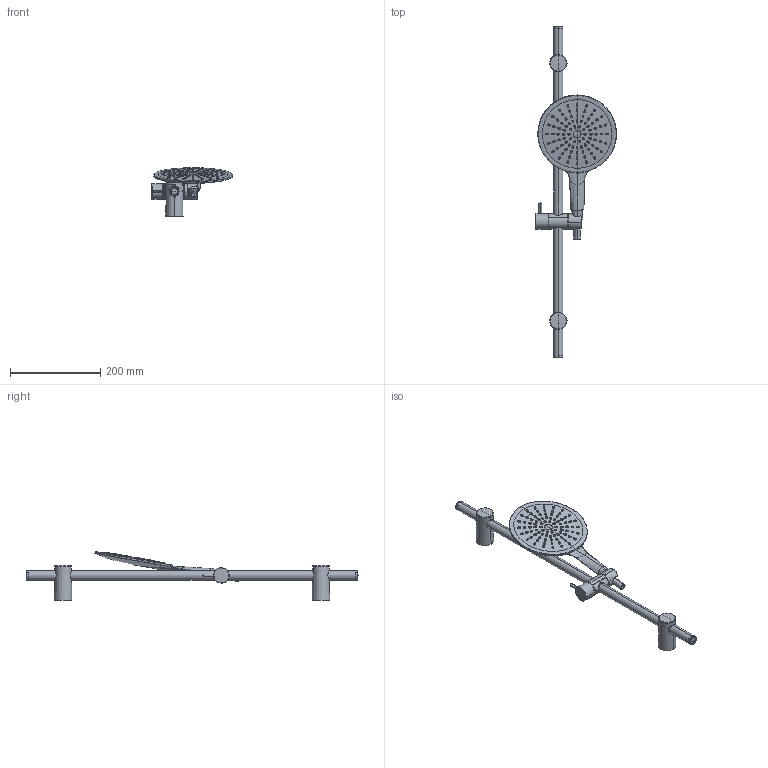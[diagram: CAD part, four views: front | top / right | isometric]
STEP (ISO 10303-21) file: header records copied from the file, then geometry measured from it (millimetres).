
FILE_DESCRIPTION((''),'2;1');
FILE_NAME('ZSAL196CR_ASM','2021-05-07T10:29:57',('ut3'),('PAFFONI SpA'),'CREO PARAMETRIC BY PTC INC, 2020044','CREO PARAMETRIC BY PTC INC, 2020044','');
FILE_SCHEMA(('CONFIG_CONTROL_DESIGN','SHAPE_APPEARANCE_LAYERS_GROUPS'));
Length unit declared in the file: millimetre
Products named in the file (24): M50520-020_3; M50330-013_1; M50520-011_1; M50520-012_1; M50353-011_1; M50311-003_1; M50311-001_1; M50311-005_1; M50353-014_1; 30100083_1; M50311-009_1; M50311-002_1; M50353-016_1; M50353-015_1; M50353-012_1; M50170-018_1; 30100015_1; M50353-013_ASM_1_ASM; M50520-015_1; M50520-033_1; 4071643CR_ASM; 4071676CL; 4071912CR; ZSAL196CR_ASM
Assembly tree (29 placements, depth 4):
  ZSAL196CR_ASM
    4071643CR_ASM
      M50520-020_3
      M50330-013_1  x2
      M50520-011_1  x2
      M50520-012_1  x2
      M50353-013_ASM_1_ASM
        M50353-011_1
        M50311-003_1
        M50311-001_1
        M50311-005_1
        M50353-014_1
        30100083_1
        M50311-009_1
        M50311-002_1
        M50353-016_1
        M50353-015_1
        M50353-012_1  x2
        M50170-018_1
        30100015_1
      M50520-015_1  x2
      M50520-033_1  x2
    4071676CL
    4071912CR
Bounding box: 179.1 x 734 x 107.39 mm (x, y, z)
Volume: 156536.2 mm3; surface area: 271528.8 mm2
Topology: 26 solids, 27 shells, 2083 faces, 5763 edges, 3919 vertices
Faces by surface type: plane 829, cylinder 811, cone 124, sphere 121, bspline 113, torus 81, extrusion 4
Entity records: 90009 total; most frequent: CARTESIAN_POINT 29241, ORIENTED_EDGE 9722, DIRECTION 9048, PRESENTATION_STYLE_ASSIGNMENT 4966, STYLED_ITEM 4952, CURVE_STYLE 4861, EDGE_CURVE 4861, AXIS2_PLACEMENT_3D 3552
